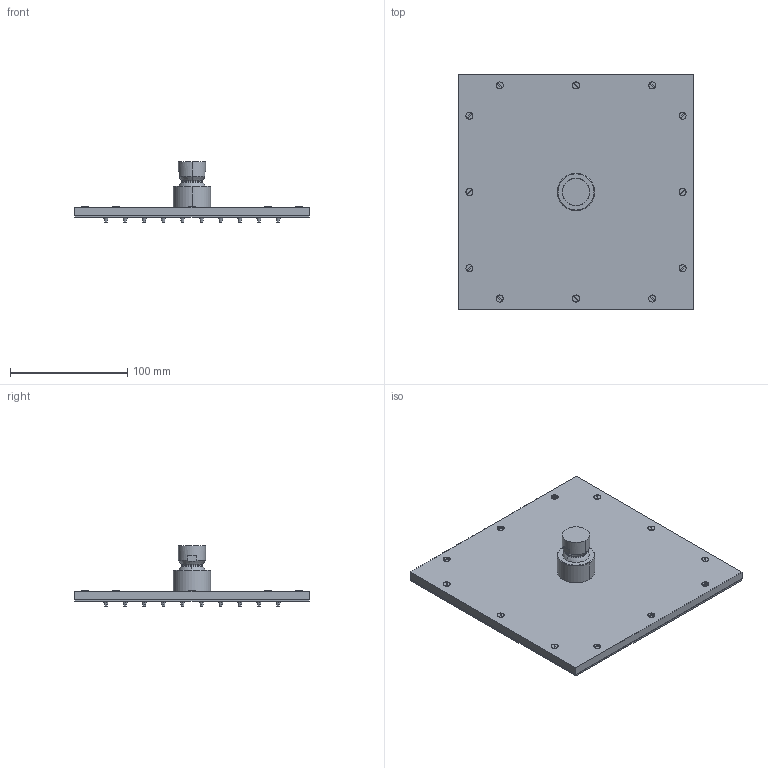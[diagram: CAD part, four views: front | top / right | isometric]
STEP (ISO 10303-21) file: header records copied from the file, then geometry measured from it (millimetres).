
FILE_DESCRIPTION((''),'2;1');
FILE_NAME('ZSOF075CR','2021-01-20T14:28:30',('ut3'),('PAFFONI SpA'),'CREO PARAMETRIC BY PTC INC, 2020044','CREO PARAMETRIC BY PTC INC, 2020044','');
FILE_SCHEMA(('CONFIG_CONTROL_DESIGN','SHAPE_APPEARANCE_LAYERS_GROUPS'));
Length unit declared in the file: millimetre
Products named in the file (1): ZSOF075CR
Bounding box: 200.2 x 200.2 x 51.8 mm (x, y, z)
Volume: 365849.8 mm3; surface area: 93598.3 mm2
Topology: 1 solids, 1 shells, 839 faces, 1730 edges, 1019 vertices
Faces by surface type: torus 607, plane 172, cylinder 32, cone 26, sphere 2
Entity records: 27998 total; most frequent: DIRECTION 4890, CARTESIAN_POINT 3776, ORIENTED_EDGE 3460, AXIS2_PLACEMENT_3D 2373, EDGE_CURVE 1730, CIRCLE 1534, VERTEX_POINT 1019, EDGE_LOOP 965
